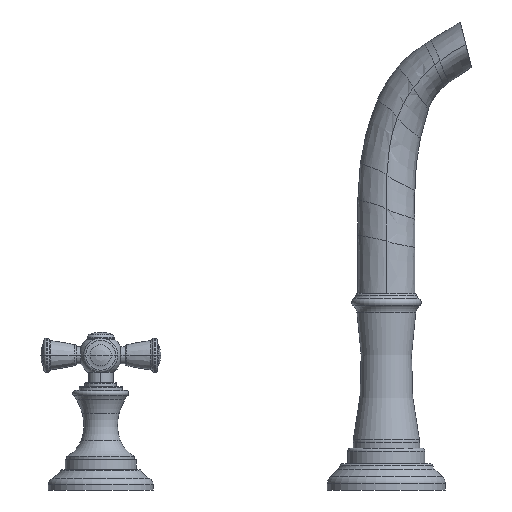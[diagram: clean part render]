
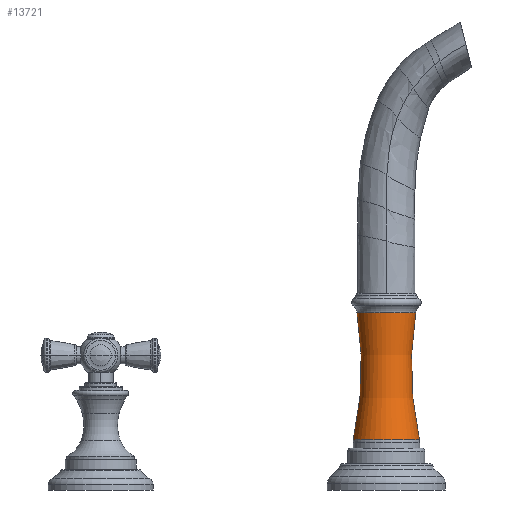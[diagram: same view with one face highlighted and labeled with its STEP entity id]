
A CAD part, left-side view. The second image highlights one B-rep face of the part: STEP entity #13721.
In plain terms, the highlighted toroidal (fillet/blend) face has major radius 191.133 mm and minor radius 177.8 mm.
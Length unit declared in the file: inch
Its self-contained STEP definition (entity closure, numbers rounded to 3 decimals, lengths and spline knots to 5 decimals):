
#11615=CARTESIAN_POINT('',(0.,0.,1.05568));
#11616=DIRECTION('',(0.,0.,1.));
#11617=DIRECTION('',(0.,1.,0.));
#11618=AXIS2_PLACEMENT_3D('',#11615,#11616,#11617);
#11623=CARTESIAN_POINT('',(0.,0.,3.72583));
#11624=DIRECTION('',(0.,0.,-1.));
#11625=DIRECTION('',(0.,-1.,0.));
#11626=AXIS2_PLACEMENT_3D('',#11623,#11624,#11625);
#11655=CARTESIAN_POINT('',(0.,-7.52491,2.58585));
#11656=DIRECTION('',(1.,0.,0.));
#11657=DIRECTION('',(0.,0.976,-0.219));
#11658=AXIS2_PLACEMENT_3D('',#11655,#11656,#11657);
#11671=CARTESIAN_POINT('',(0.,7.52491,2.58585));
#11672=DIRECTION('',(-1.,0.,0.));
#11673=DIRECTION('',(0.,-0.976,-0.219));
#11674=AXIS2_PLACEMENT_3D('',#11671,#11672,#11673);
#12408=CARTESIAN_POINT('',(0.,0.61835,3.72583));
#12409=CARTESIAN_POINT('',(0.,-0.61835,3.72583));
#12410=VERTEX_POINT('',#12408);
#12411=VERTEX_POINT('',#12409);
#12412=CARTESIAN_POINT('',(0.,-0.6942,1.05568));
#12413=CARTESIAN_POINT('',(0.,0.6942,1.05568));
#12414=VERTEX_POINT('',#12412);
#12415=VERTEX_POINT('',#12413);
#13707=CARTESIAN_POINT('',(0.,0.,2.58585));
#13708=DIRECTION('',(0.,0.,-1.));
#13709=DIRECTION('',(0.,1.,0.));
#13710=AXIS2_PLACEMENT_3D('',#13707,#13708,#13709);
#13711=TOROIDAL_SURFACE('',#13710,7.52491,7.);
#13713=ORIENTED_EDGE('',*,*,#13712,.F.);
#13715=ORIENTED_EDGE('',*,*,#13714,.T.);
#13716=ORIENTED_EDGE('',*,*,#13675,.F.);
#13718=ORIENTED_EDGE('',*,*,#13717,.F.);
#13719=EDGE_LOOP('',(#13713,#13715,#13716,#13718));
#13720=FACE_OUTER_BOUND('',#13719,.F.);
#11619=CIRCLE('',#11618,0.6942);
#11627=CIRCLE('',#11626,0.61835);
#11659=CIRCLE('',#11658,7.);
#11675=CIRCLE('',#11674,7.);
#13675=EDGE_CURVE('',#12411,#12410,#11627,.T.);
#13712=EDGE_CURVE('',#12415,#12414,#11619,.T.);
#13714=EDGE_CURVE('',#12415,#12410,#11675,.T.);
#13717=EDGE_CURVE('',#12414,#12411,#11659,.T.);
#13721=ADVANCED_FACE('',(#13720),#13711,.F.);
